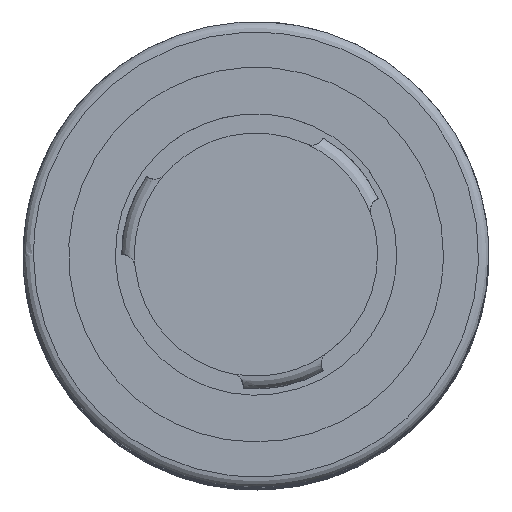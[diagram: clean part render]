
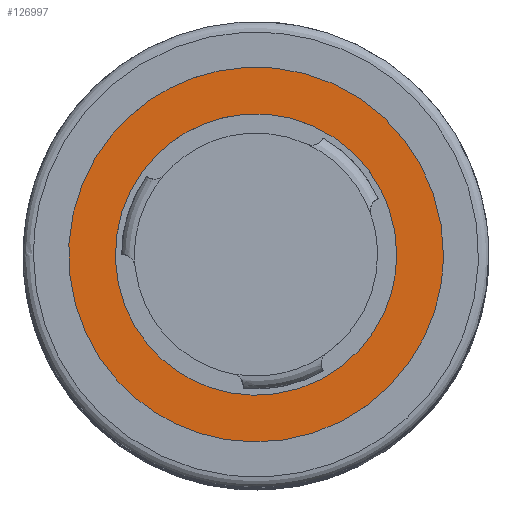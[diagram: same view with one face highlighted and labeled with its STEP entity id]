
A CAD part, top view. The second image highlights one B-rep face of the part: STEP entity #126997.
In plain terms, the highlighted free-form (B-spline) face has degree [1, 1] with [2, 2] control points.
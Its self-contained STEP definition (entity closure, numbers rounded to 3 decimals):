
#126681 = VERTEX_POINT('',#126682);
#126682 = CARTESIAN_POINT('',(6.216,0.,72.902));
#126687 = EDGE_CURVE('',#126681,#126681,#126688,.T.);
#126688 = ( BOUNDED_CURVE() B_SPLINE_CURVE(2,(#126689,#126690,#126691,
    #126692,#126693,#126694,#126695),.UNSPECIFIED.,.T.,.F.) 
B_SPLINE_CURVE_WITH_KNOTS((1,2,2,2,2,1),(-2.094,0.,
    2.094,4.189,6.283,8.378),
.UNSPECIFIED.) CURVE() GEOMETRIC_REPRESENTATION_ITEM() 
RATIONAL_B_SPLINE_CURVE((1.,0.5,1.,0.5,1.,0.5,1.)) REPRESENTATION_ITEM(
  '') );
#126689 = CARTESIAN_POINT('',(6.216,0.,72.902));
#126690 = CARTESIAN_POINT('',(6.216,10.767,
    72.902));
#126691 = CARTESIAN_POINT('',(-3.108,5.384,
    72.902));
#126692 = CARTESIAN_POINT('',(-12.433,0.,
    72.902));
#126693 = CARTESIAN_POINT('',(-3.108,-5.384,
    72.902));
#126694 = CARTESIAN_POINT('',(6.216,-10.767,
    72.902));
#126695 = CARTESIAN_POINT('',(6.216,0.,72.902));
#126716 = EDGE_CURVE('',#126717,#126717,#126719,.T.);
#126717 = VERTEX_POINT('',#126718);
#126718 = CARTESIAN_POINT('',(8.279,0.,72.902));
#126719 = ( BOUNDED_CURVE() B_SPLINE_CURVE(2,(#126720,#126721,#126722,
    #126723,#126724,#126725,#126726),.UNSPECIFIED.,.T.,.F.) 
B_SPLINE_CURVE_WITH_KNOTS((1,2,2,2,2,1),(-2.094,0.,
    2.094,4.189,6.283,8.378),
.UNSPECIFIED.) CURVE() GEOMETRIC_REPRESENTATION_ITEM() 
RATIONAL_B_SPLINE_CURVE((1.,0.5,1.,0.5,1.,0.5,1.)) REPRESENTATION_ITEM(
  '') );
#126720 = CARTESIAN_POINT('',(8.279,0.,72.902));
#126721 = CARTESIAN_POINT('',(8.279,14.34,
    72.902));
#126722 = CARTESIAN_POINT('',(-4.14,7.17,
    72.902));
#126723 = CARTESIAN_POINT('',(-16.558,0.,
    72.902));
#126724 = CARTESIAN_POINT('',(-4.14,-7.17,
    72.902));
#126725 = CARTESIAN_POINT('',(8.279,-14.34,
    72.902));
#126726 = CARTESIAN_POINT('',(8.279,0.,72.902));
#126997 = ADVANCED_FACE('',(#126998,#127001),#127004,.T.);
#126998 = FACE_BOUND('',#126999,.T.);
#126999 = EDGE_LOOP('',(#127000));
#127000 = ORIENTED_EDGE('',*,*,#126687,.F.);
#127001 = FACE_BOUND('',#127002,.T.);
#127002 = EDGE_LOOP('',(#127003));
#127003 = ORIENTED_EDGE('',*,*,#126716,.T.);
#127004 = B_SPLINE_SURFACE_WITH_KNOTS('',1,1,(
    (#127005,#127006)
    ,(#127007,#127008
    )),.UNSPECIFIED.,.F.,.F.,.F.,(2,2),(2,2),(-7.325,7.325),(-7.325,
    7.325),.PIECEWISE_BEZIER_KNOTS.);
#127005 = CARTESIAN_POINT('',(-8.279,-8.279,
    72.902));
#127006 = CARTESIAN_POINT('',(-8.279,8.279,
    72.902));
#127007 = CARTESIAN_POINT('',(8.279,-8.279,
    72.902));
#127008 = CARTESIAN_POINT('',(8.279,8.279,
    72.902));
